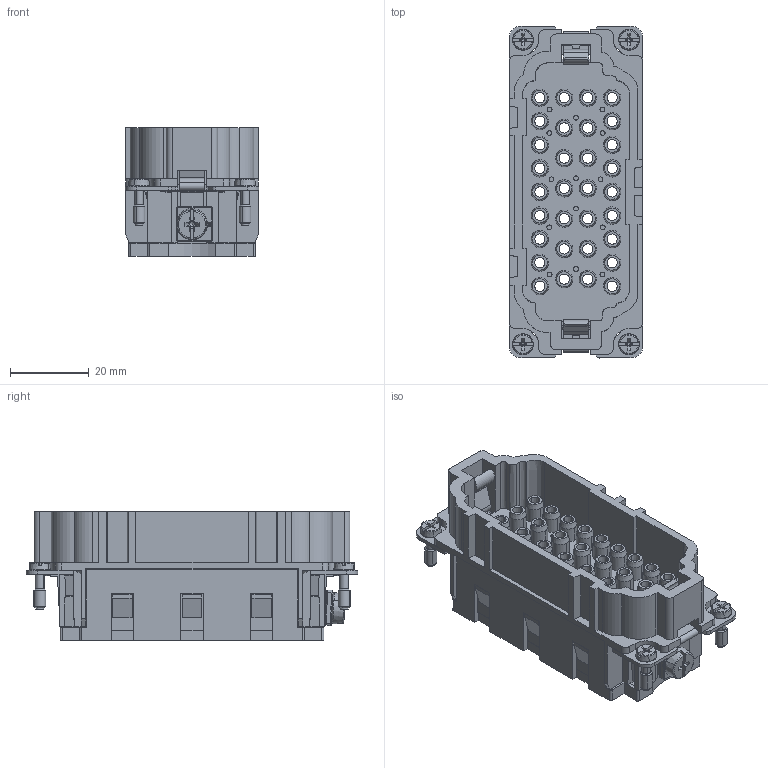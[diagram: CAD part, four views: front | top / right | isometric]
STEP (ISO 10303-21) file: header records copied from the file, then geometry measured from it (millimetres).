
FILE_DESCRIPTION(('CATIA V5 STEP','CAx-IF Rec.Pracs.--- Model Styling and Organization---1.2---2011-12-15'),'2;1');
FILE_NAME ('13455886_2_1018950000_1018950000 HDC HEE 32 MC 33-64.stp','2018-08-20T11:27:17+00:00',('none'),('Weidmueller'),'CATIA Version 5-6 Release 2014 SP4 HF52','CATIA V5 STEP AP214','none');
FILE_SCHEMA(('AUTOMOTIVE_DESIGN { 1 0 10303 214 1 1 1 1 }'));
Products named in the file (1): 1018950000
Bounding box: 34 x 84.5 x 32.8 mm (x, y, z)
Volume: 32548.5 mm3; surface area: 44462.9 mm2
Topology: 1 solids, 1 shells, 2934 faces, 8257 edges, 5290 vertices
Faces by surface type: plane 1422, cylinder 580, cone 400, bspline 340, torus 172, extrusion 16, sphere 4
Entity records: 101820 total; most frequent: CARTESIAN_POINT 34450, ORIENTED_EDGE 16486, DIRECTION 9688, EDGE_CURVE 8243, VERTEX_POINT 5290, VECTOR 4048, LINE 4032, AXIS2_PLACEMENT_3D 3885
